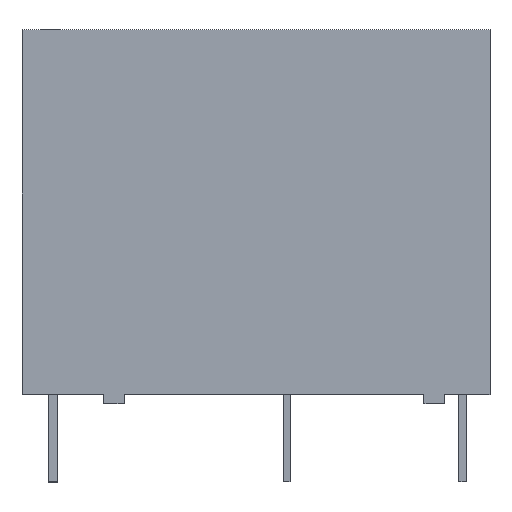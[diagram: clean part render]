
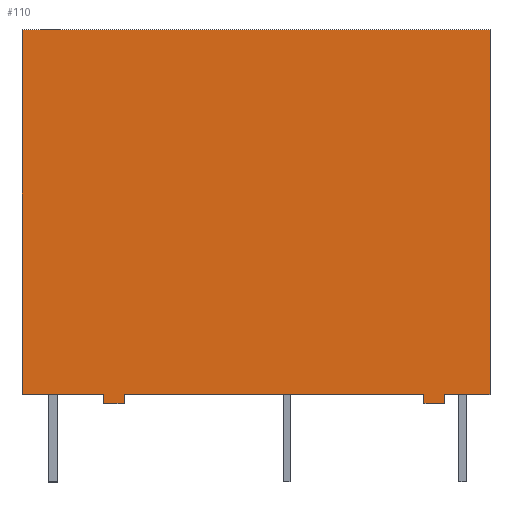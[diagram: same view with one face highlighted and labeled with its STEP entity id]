
A CAD part, top view. The second image highlights one B-rep face of the part: STEP entity #110.
In plain terms, the highlighted planar face has unit normal (0, 0, 1).
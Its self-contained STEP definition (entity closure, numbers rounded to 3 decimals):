
#110=ADVANCED_FACE('NONE',(#262),#263,.F.);
#262=FACE_OUTER_BOUND('',#456,.T.);
#263=PLANE('',#457);
#456=EDGE_LOOP('',(#722,#723,#724,#725,#726,#727,#728,#729,#730,#731,#732,#733));
#457=AXIS2_PLACEMENT_3D('',#734,#735,#736);
#722=ORIENTED_EDGE('',*,*,#1183,.T.);
#723=ORIENTED_EDGE('',*,*,#1184,.F.);
#724=ORIENTED_EDGE('',*,*,#1185,.T.);
#725=ORIENTED_EDGE('',*,*,#1186,.T.);
#726=ORIENTED_EDGE('',*,*,#1187,.T.);
#727=ORIENTED_EDGE('',*,*,#1188,.F.);
#728=ORIENTED_EDGE('',*,*,#1189,.T.);
#729=ORIENTED_EDGE('',*,*,#1190,.T.);
#730=ORIENTED_EDGE('',*,*,#1191,.T.);
#731=ORIENTED_EDGE('',*,*,#1158,.F.);
#732=ORIENTED_EDGE('',*,*,#1133,.F.);
#733=ORIENTED_EDGE('',*,*,#1168,.T.);
#734=CARTESIAN_POINT('',(-1.33,16.2,1.34));
#735=DIRECTION('',(0.0,0.0,-1.0));
#736=DIRECTION('',(0.0,-1.0,0.0));
#1133=EDGE_CURVE('NONE',#1341,#1343,#1344,.T.);
#1158=EDGE_CURVE('NONE',#1343,#1378,#1382,.T.);
#1168=EDGE_CURVE('NONE',#1341,#1394,#1396,.T.);
#1183=EDGE_CURVE('NONE',#1394,#1419,#1420,.T.);
#1184=EDGE_CURVE('NONE',#1421,#1419,#1422,.T.);
#1185=EDGE_CURVE('NONE',#1421,#1423,#1424,.T.);
#1186=EDGE_CURVE('NONE',#1423,#1425,#1426,.T.);
#1187=EDGE_CURVE('NONE',#1425,#1427,#1428,.T.);
#1188=EDGE_CURVE('NONE',#1429,#1427,#1430,.T.);
#1189=EDGE_CURVE('NONE',#1429,#1431,#1432,.T.);
#1190=EDGE_CURVE('NONE',#1431,#1433,#1434,.T.);
#1191=EDGE_CURVE('NONE',#1433,#1378,#1435,.T.);
#1341=VERTEX_POINT('NONE',#1645);
#1343=VERTEX_POINT('NONE',#1648);
#1344=LINE('',#1649,#1650);
#1378=VERTEX_POINT('NONE',#1696);
#1382=LINE('',#1702,#1703);
#1394=VERTEX_POINT('NONE',#1717);
#1396=LINE('',#1720,#1721);
#1419=VERTEX_POINT('NONE',#1754);
#1420=LINE('',#1755,#1756);
#1421=VERTEX_POINT('NONE',#1757);
#1422=LINE('',#1758,#1759);
#1423=VERTEX_POINT('NONE',#1760);
#1424=LINE('',#1761,#1762);
#1425=VERTEX_POINT('NONE',#1763);
#1426=LINE('',#1764,#1765);
#1427=VERTEX_POINT('NONE',#1766);
#1428=LINE('',#1767,#1768);
#1429=VERTEX_POINT('NONE',#1769);
#1430=LINE('',#1770,#1771);
#1431=VERTEX_POINT('NONE',#1772);
#1432=LINE('',#1773,#1774);
#1433=VERTEX_POINT('NONE',#1775);
#1434=LINE('',#1776,#1777);
#1435=LINE('',#1778,#1779);
#1645=CARTESIAN_POINT('',(-1.33,16.2,1.34));
#1648=CARTESIAN_POINT('',(18.97,16.2,1.34));
#1649=CARTESIAN_POINT('',(-1.33,16.2,1.34));
#1650=VECTOR('',#2063,1000.0);
#1696=CARTESIAN_POINT('',(18.97,0.4,1.34));
#1702=CARTESIAN_POINT('',(18.97,16.2,1.34));
#1703=VECTOR('',#2093,1000.0);
#1717=CARTESIAN_POINT('',(-1.33,0.4,1.34));
#1720=CARTESIAN_POINT('',(-1.33,16.2,1.34));
#1721=VECTOR('',#2103,1000.0);
#1754=CARTESIAN_POINT('',(2.205,0.4,1.34));
#1755=CARTESIAN_POINT('',(-1.33,0.4,1.34));
#1756=VECTOR('',#2117,1000.0);
#1757=CARTESIAN_POINT('',(2.205,0.0,1.34));
#1758=CARTESIAN_POINT('',(2.205,-1.11,1.34));
#1759=VECTOR('',#2118,1000.0);
#1760=CARTESIAN_POINT('',(3.105,0.0,1.34));
#1761=CARTESIAN_POINT('',(2.205,0.0,1.34));
#1762=VECTOR('',#2119,1000.0);
#1763=CARTESIAN_POINT('',(3.105,0.4,1.34));
#1764=CARTESIAN_POINT('',(3.105,-1.11,1.34));
#1765=VECTOR('',#2120,1000.0);
#1766=CARTESIAN_POINT('',(16.105,0.4,1.34));
#1767=CARTESIAN_POINT('',(-1.33,0.4,1.34));
#1768=VECTOR('',#2121,1000.0);
#1769=CARTESIAN_POINT('',(16.105,0.0,1.34));
#1770=CARTESIAN_POINT('',(16.105,-1.11,1.34));
#1771=VECTOR('',#2122,1000.0);
#1772=CARTESIAN_POINT('',(17.005,0.0,1.34));
#1773=CARTESIAN_POINT('',(16.105,0.0,1.34));
#1774=VECTOR('',#2123,1000.0);
#1775=CARTESIAN_POINT('',(17.005,0.4,1.34));
#1776=CARTESIAN_POINT('',(17.005,-1.11,1.34));
#1777=VECTOR('',#2124,1000.0);
#1778=CARTESIAN_POINT('',(-1.33,0.4,1.34));
#1779=VECTOR('',#2125,1000.0);
#2063=DIRECTION('',(1.0,0.0,0.0));
#2093=DIRECTION('',(0.0,-1.0,0.0));
#2103=DIRECTION('',(0.0,-1.0,0.0));
#2117=DIRECTION('',(1.0,0.0,0.0));
#2118=DIRECTION('',(0.0,1.0,0.0));
#2119=DIRECTION('',(1.0,0.0,0.));
#2120=DIRECTION('',(0.0,1.0,0.0));
#2121=DIRECTION('',(1.0,0.0,0.0));
#2122=DIRECTION('',(0.0,1.0,0.0));
#2123=DIRECTION('',(1.0,0.0,0.));
#2124=DIRECTION('',(0.0,1.0,0.0));
#2125=DIRECTION('',(1.0,0.0,0.0));
